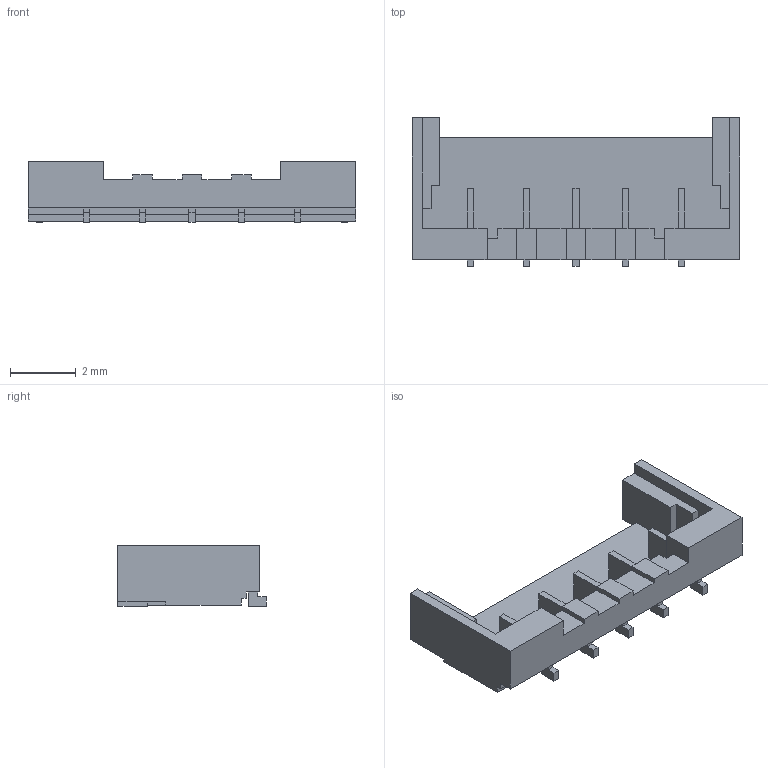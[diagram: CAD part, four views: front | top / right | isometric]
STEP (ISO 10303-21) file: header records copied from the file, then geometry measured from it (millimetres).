
FILE_DESCRIPTION(('FreeCAD Model'),'2;1');
FILE_NAME('JST_AUH_BM05B-AUHKS-GA-TB.STEP', '2016-03-19T21:02:00',('Author'),(''), 'Open CASCADE STEP processor 6.8','FreeCAD','Unknown');
FILE_SCHEMA(('AUTOMOTIVE_DESIGN_CC2 { 1 2 10303 214 -1 1 5 4 }'));
Length unit declared in the file: millimetre
Products named in the file (1): BM05B-AUHKS-GA_(LF)(SN)
Bounding box: 9.95 x 4.5 x 1.85 mm (x, y, z)
Volume: 25.4 mm3; surface area: 154.4 mm2
Topology: 1 solids, 1 shells, 117 faces, 330 edges, 220 vertices
Faces by surface type: plane 117
Entity records: 8826 total; most frequent: CARTESIAN_POINT 1328, DIRECTION 1226, LINE 990, VECTOR 990, ORIENTED_EDGE 660, PCURVE 660, DEFINITIONAL_REPRESENTATION 660, EDGE_CURVE 330
